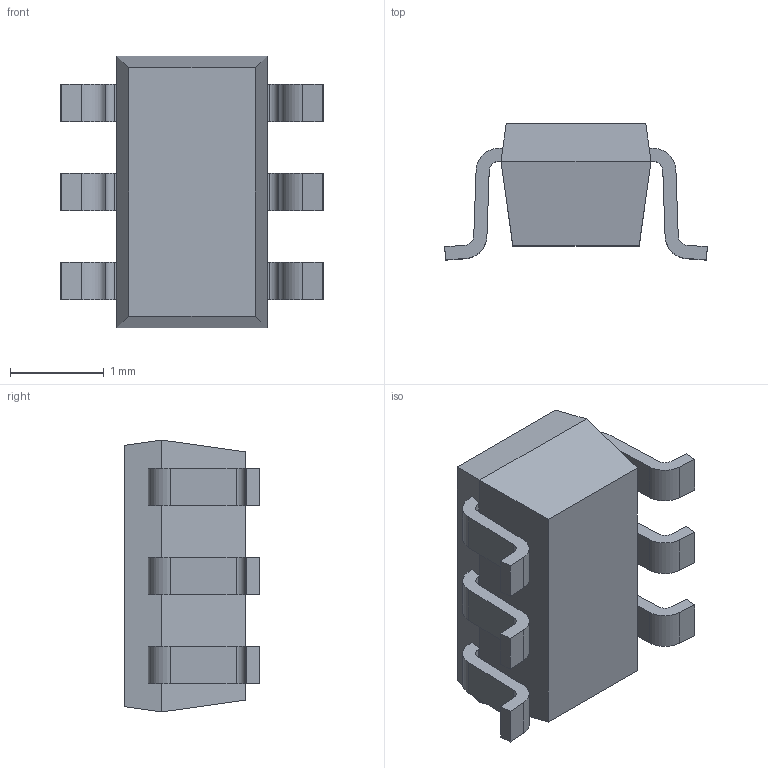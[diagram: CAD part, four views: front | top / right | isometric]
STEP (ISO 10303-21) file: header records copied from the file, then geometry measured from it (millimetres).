
FILE_DESCRIPTION (( 'STEP AP214' ), '1' );
FILE_NAME ('6-Lead SOT-23_RJ-6.STEP', '2023-12-06T22:28:40', ( '' ), ( '' ), 'SwSTEP 2.0', 'SolidWorks 2021', '' );
FILE_SCHEMA (( 'AUTOMOTIVE_DESIGN' ));
Length unit declared in the file: millimetre
Products named in the file (1): 6-Lead SOT-23_RJ-6
Bounding box: 2.8 x 1.45 x 2.9 mm (x, y, z)
Volume: 5.9 mm3; surface area: 29.4 mm2
Topology: 8 solids, 8 shells, 101 faces, 248 edges, 164 vertices
Faces by surface type: plane 73, cylinder 28
Entity records: 3063 total; most frequent: CARTESIAN_POINT 514, DIRECTION 508, ORIENTED_EDGE 496, EDGE_CURVE 248, LINE 192, VECTOR 192, VERTEX_POINT 164, AXIS2_PLACEMENT_3D 158
